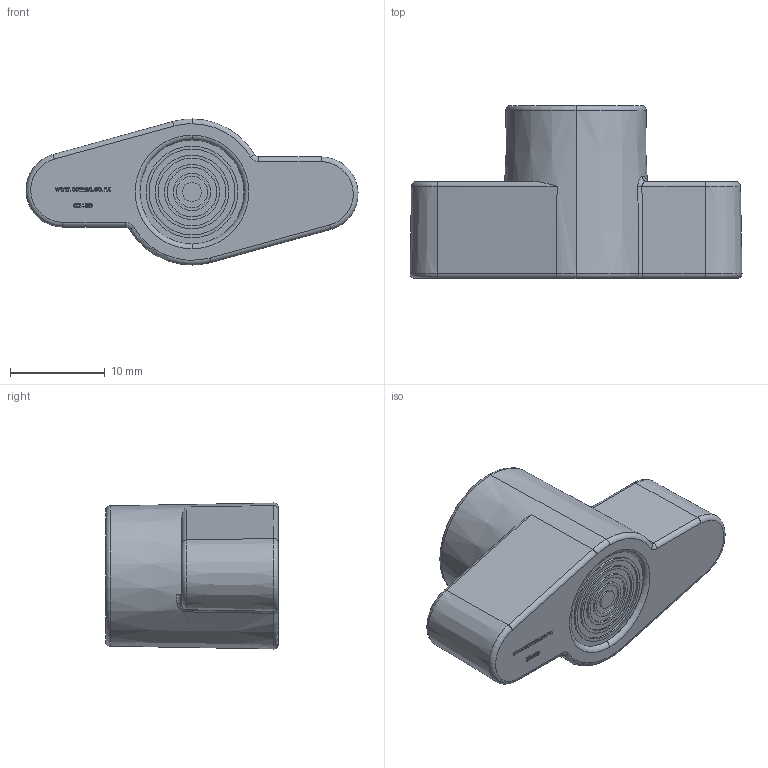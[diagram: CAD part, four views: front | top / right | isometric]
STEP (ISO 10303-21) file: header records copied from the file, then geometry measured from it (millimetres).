
FILE_DESCRIPTION (( 'STEP AP214' ), '1' );
FILE_NAME ('02486-Wing Nut Int Brass Thread M5.STEP', '2018-08-01T02:42:45', ( '' ), ( '' ), 'SwSTEP 2.0', 'SolidWorks 2018', '' );
FILE_SCHEMA (( 'AUTOMOTIVE_DESIGN' ));
Length unit declared in the file: millimetre
Products named in the file (1): 02486-Wing Nut Int Brass Thread M5
Bounding box: 34.97 x 18.2 x 15.38 mm (x, y, z)
Volume: 4083.3 mm3; surface area: 3267.9 mm2
Topology: 2 solids, 2 shells, 404 faces, 1054 edges, 694 vertices
Faces by surface type: plane 180, bspline 138, cylinder 57, cone 16, torus 13
Entity records: 22088 total; most frequent: CARTESIAN_POINT 13111, ORIENTED_EDGE 2108, DIRECTION 1375, EDGE_CURVE 1054, VERTEX_POINT 694, VECTOR 587, LINE 587, EDGE_LOOP 446
